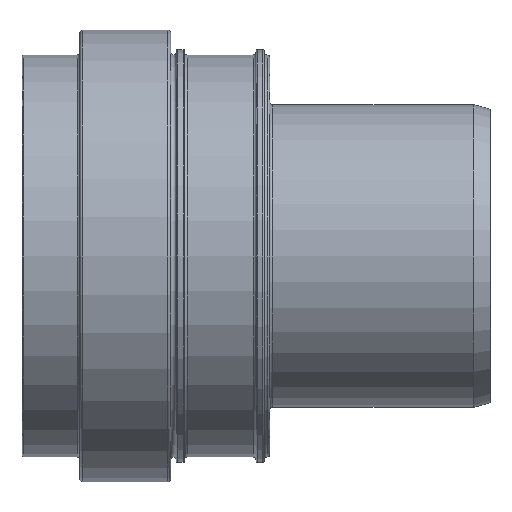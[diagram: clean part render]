
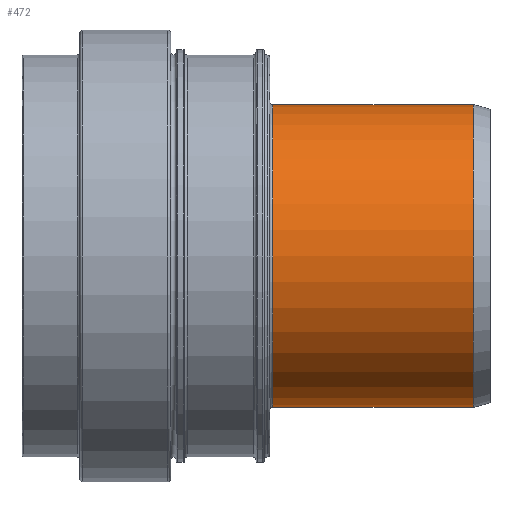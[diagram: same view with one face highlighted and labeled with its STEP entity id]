
A CAD part, left-side view. The second image highlights one B-rep face of the part: STEP entity #472.
In plain terms, the highlighted cylindrical face has radius 55 mm (diameter 110 mm), a full revolution.
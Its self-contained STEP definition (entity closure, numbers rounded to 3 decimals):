
#31=CYLINDRICAL_SURFACE('',#536,55.);
#55=FACE_BOUND('',#161,.T.);
#99=FACE_OUTER_BOUND('',#160,.T.);
#160=EDGE_LOOP('',(#380));
#161=EDGE_LOOP('',(#381));
#231=CIRCLE('',#535,55.);
#232=CIRCLE('',#537,55.);
#275=VERTEX_POINT('',#819);
#276=VERTEX_POINT('',#822);
#319=EDGE_CURVE('',#275,#275,#231,.T.);
#320=EDGE_CURVE('',#276,#276,#232,.T.);
#380=ORIENTED_EDGE('',*,*,#319,.T.);
#381=ORIENTED_EDGE('',*,*,#320,.F.);
#472=ADVANCED_FACE('',(#99,#55),#31,.T.);
#535=AXIS2_PLACEMENT_3D('',#820,#659,#660);
#536=AXIS2_PLACEMENT_3D('',#821,#661,#662);
#537=AXIS2_PLACEMENT_3D('',#823,#663,#664);
#659=DIRECTION('center_axis',(0.,-1.,0.));
#660=DIRECTION('ref_axis',(1.,0.,0.));
#661=DIRECTION('center_axis',(0.,-1.,0.));
#662=DIRECTION('ref_axis',(1.,0.,0.));
#663=DIRECTION('center_axis',(0.,-1.,0.));
#664=DIRECTION('ref_axis',(1.,0.,0.));
#819=CARTESIAN_POINT('',(55.,79.,0.));
#820=CARTESIAN_POINT('Origin',(0.,79.,0.));
#821=CARTESIAN_POINT('Origin',(0.,42.5,0.));
#822=CARTESIAN_POINT('',(55.,6.,0.));
#823=CARTESIAN_POINT('Origin',(0.,6.,0.));
